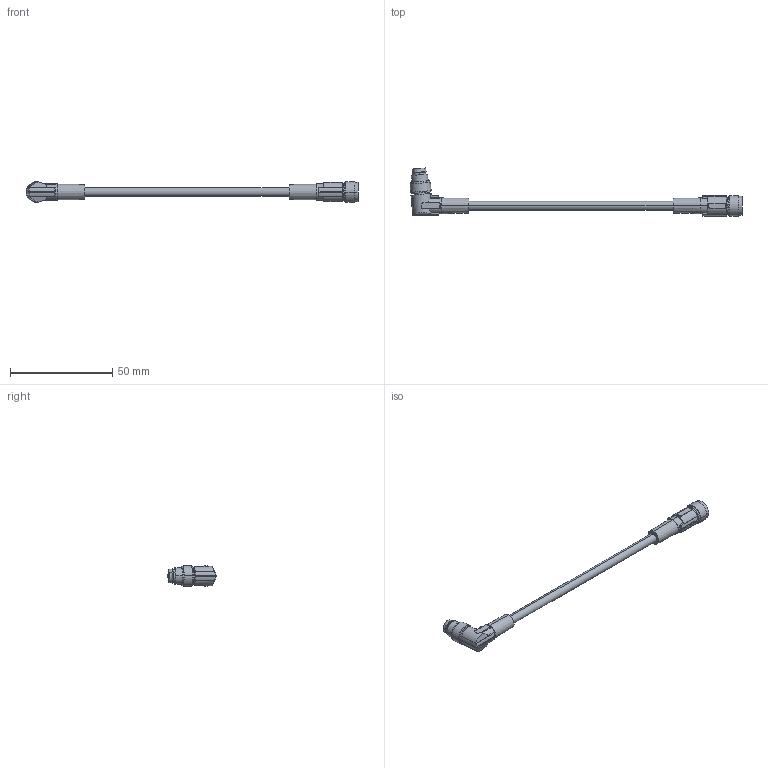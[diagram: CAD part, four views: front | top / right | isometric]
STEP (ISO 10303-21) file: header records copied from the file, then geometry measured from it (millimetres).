
FILE_DESCRIPTION(('SolidDesigner STEP Export'),'2;1');
FILE_NAME('1415576_SAC_4P_M8MR_0.3_PVC_M8FS-select.stp','2015-02-05T 8:57:00',(''),(''),'Creo Elements/Direct Modeling STEP processor for AP214 (Solid Model)','Creo Elements/Direct Modeling 18.1B 29-Sep-2012 (C) Parametric Technology GmbH','');
FILE_SCHEMA(('AUTOMOTIVE_DESIGN { 1 0 10303 214 1 1 1 1 }'));
Length unit declared in the file: millimetre
Products named in the file (2): 1415576_SAC_4P_M8MR_0.3_PVC_M8FS-select
Assembly tree (1 placements, depth 2):
  1415576_SAC_4P_M8MR_0.3_PVC_M8FS-select
    1415576_SAC_4P_M8MR_0.3_PVC_M8FS-select
Bounding box: 162.32 x 23.51 x 10 mm (x, y, z)
Volume: 5525.9 mm3; surface area: 4309.8 mm2
Topology: 1 solids, 1 shells, 178 faces, 447 edges, 297 vertices
Faces by surface type: cylinder 87, plane 75, cone 16
Entity records: 7849 total; most frequent: CARTESIAN_POINT 2278, ORIENTED_EDGE 894, DIRECTION 798, EDGE_CURVE 447, AXIS2_PLACEMENT_3D 299, VERTEX_POINT 297, EDGE_LOOP 204, VECTOR 200
